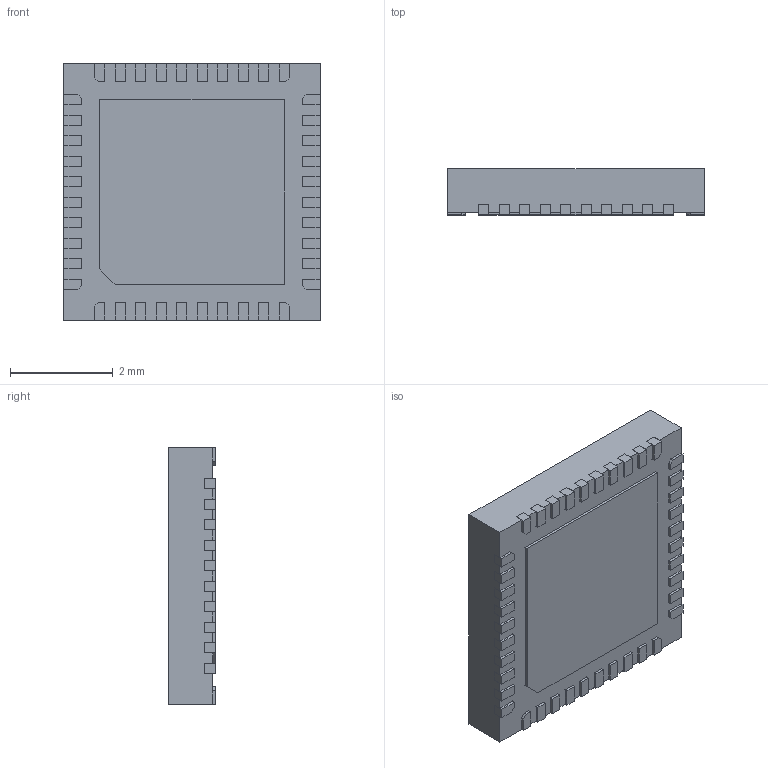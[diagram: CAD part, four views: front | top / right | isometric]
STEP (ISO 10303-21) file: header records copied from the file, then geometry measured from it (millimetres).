
FILE_DESCRIPTION (( 'STEP AP214' ), '1' );
FILE_NAME ('NRF52833-QDAA-R7.STEP', '2023-03-29T07:53:15', ( '' ), ( '' ), 'SwSTEP 2.0', 'SolidWorks 2021', '' );
FILE_SCHEMA (( 'AUTOMOTIVE_DESIGN' ));
Length unit declared in the file: millimetre
Products named in the file (1): NRF52833-QDAA-R7
Bounding box: 5 x 0.9 x 5 mm (x, y, z)
Volume: 22 mm3; surface area: 116.9 mm2
Topology: 43 solids, 43 shells, 442 faces, 1062 edges, 708 vertices
Faces by surface type: plane 438, cylinder 4
Entity records: 12986 total; most frequent: CARTESIAN_POINT 2213, ORIENTED_EDGE 2124, DIRECTION 1956, EDGE_CURVE 1062, LINE 1054, VECTOR 1054, VERTEX_POINT 708, AXIS2_PLACEMENT_3D 451
